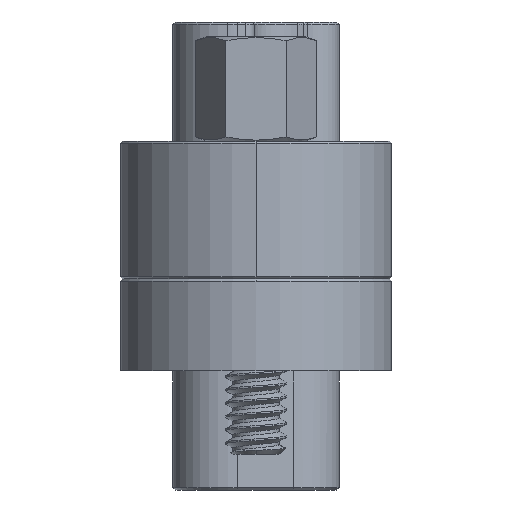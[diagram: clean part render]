
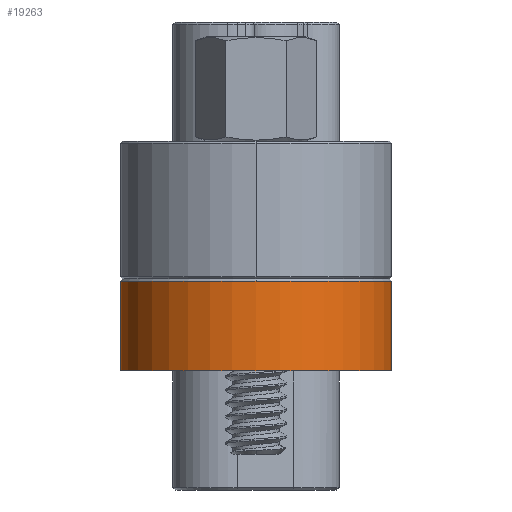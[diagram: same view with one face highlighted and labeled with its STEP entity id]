
A CAD part, left-side view. The second image highlights one B-rep face of the part: STEP entity #19263.
In plain terms, the highlighted cylindrical face has radius 6.5 mm (diameter 13 mm), a partial arc.
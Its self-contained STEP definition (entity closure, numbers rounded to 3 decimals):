
#176 = VECTOR ( 'NONE', #34116, 1000. ) ;
#230 = VERTEX_POINT ( 'NONE', #22679 ) ;
#1090 = AXIS2_PLACEMENT_3D ( 'NONE', #31992, #29229, #29406 ) ;
#1270 = CYLINDRICAL_SURFACE ( 'NONE', #1617, 6.5 ) ;
#1617 = AXIS2_PLACEMENT_3D ( 'NONE', #32129, #12450, #4591 ) ;
#1757 = ORIENTED_EDGE ( 'NONE', *, *, #18790, .F. ) ;
#2480 = ORIENTED_EDGE ( 'NONE', *, *, #3308, .T. ) ;
#2563 = CARTESIAN_POINT ( 'NONE',  ( -20.5, 6.5, -4.4 ) ) ;
#2738 = CARTESIAN_POINT ( 'NONE',  ( -20.5, -6.5, -4.4 ) ) ;
#3308 = EDGE_CURVE ( 'NONE', #11469, #18107, #25009, .T. ) ;
#3570 = CARTESIAN_POINT ( 'NONE',  ( -20.5, 6.5, -4.4 ) ) ;
#3759 = LINE ( 'NONE', #3570, #6894 ) ;
#3798 = DIRECTION ( 'NONE',  ( 0., 0., -1. ) ) ;
#4037 = CIRCLE ( 'NONE', #18675, 6.5 ) ;
#4260 = EDGE_CURVE ( 'NONE', #18107, #25865, #4037, .T. ) ;
#4591 = DIRECTION ( 'NONE',  ( 1., 0., 0. ) ) ;
#5443 = VERTEX_POINT ( 'NONE', #2563 ) ;
#6894 = VECTOR ( 'NONE', #31663, 1000. ) ;
#7681 = ORIENTED_EDGE ( 'NONE', *, *, #4260, .T. ) ;
#7772 = EDGE_LOOP ( 'NONE', ( #24905, #2480, #7681, #1757, #26546 ) ) ;
#10040 = DIRECTION ( 'NONE',  ( 1., 0., 0. ) ) ;
#11469 = VERTEX_POINT ( 'NONE', #12875 ) ;
#12450 = DIRECTION ( 'NONE',  ( 0., 0., 1. ) ) ;
#12708 = EDGE_CURVE ( 'NONE', #230, #11469, #22744, .T. ) ;
#12875 = CARTESIAN_POINT ( 'NONE',  ( -20.5, -6.5, -0.1 ) ) ;
#13611 = CARTESIAN_POINT ( 'NONE',  ( -20.5, 6.5, -0.1 ) ) ;
#18107 = VERTEX_POINT ( 'NONE', #35763 ) ;
#18675 = AXIS2_PLACEMENT_3D ( 'NONE', #35215, #19047, #10040 ) ;
#18790 = EDGE_CURVE ( 'NONE', #5443, #25865, #3759, .T. ) ;
#19047 = DIRECTION ( 'NONE',  ( 0., 0., -1. ) ) ;
#19263 = ADVANCED_FACE ( 'NONE', ( #35232 ), #1270, .T. ) ;
#19903 = EDGE_CURVE ( 'NONE', #5443, #230, #27429, .T. ) ;
#22679 = CARTESIAN_POINT ( 'NONE',  ( -20.5, -6.5, -4.4 ) ) ;
#22744 = LINE ( 'NONE', #2738, #176 ) ;
#24905 = ORIENTED_EDGE ( 'NONE', *, *, #12708, .T. ) ;
#25009 = CIRCLE ( 'NONE', #29706, 6.5 ) ;
#25865 = VERTEX_POINT ( 'NONE', #13611 ) ;
#26363 = CARTESIAN_POINT ( 'NONE',  ( -20.5, 0., -0.1 ) ) ;
#26546 = ORIENTED_EDGE ( 'NONE', *, *, #19903, .T. ) ;
#27429 = CIRCLE ( 'NONE', #1090, 6.5 ) ;
#29229 = DIRECTION ( 'NONE',  ( 0., 0., 1. ) ) ;
#29406 = DIRECTION ( 'NONE',  ( 1., 0., 0. ) ) ;
#29706 = AXIS2_PLACEMENT_3D ( 'NONE', #26363, #3798, #34823 ) ;
#31663 = DIRECTION ( 'NONE',  ( 0., 0., 1. ) ) ;
#31992 = CARTESIAN_POINT ( 'NONE',  ( -20.5, 0., -4.4 ) ) ;
#32129 = CARTESIAN_POINT ( 'NONE',  ( -20.5, 0., -4.4 ) ) ;
#34116 = DIRECTION ( 'NONE',  ( 0., 0., 1. ) ) ;
#34823 = DIRECTION ( 'NONE',  ( 1., 0., 0. ) ) ;
#35215 = CARTESIAN_POINT ( 'NONE',  ( -20.5, 0., -0.1 ) ) ;
#35232 = FACE_OUTER_BOUND ( 'NONE', #7772, .T. ) ;
#35763 = CARTESIAN_POINT ( 'NONE',  ( -27., 0., -0.1 ) ) ;
